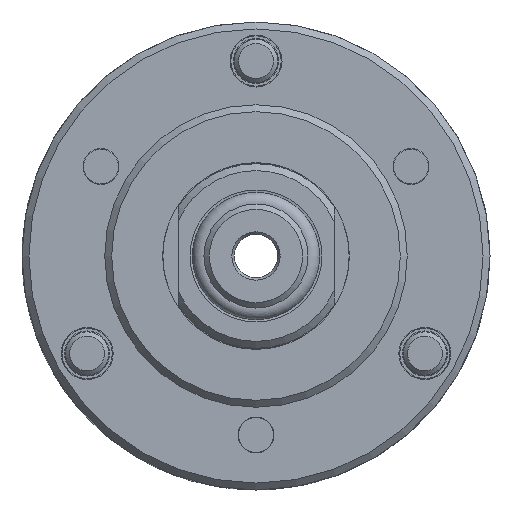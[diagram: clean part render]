
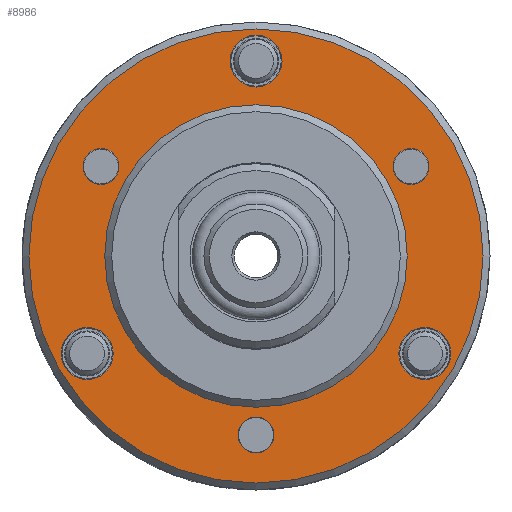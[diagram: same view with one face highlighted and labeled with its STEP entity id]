
A CAD part, left-side view. The second image highlights one B-rep face of the part: STEP entity #8986.
In plain terms, the highlighted planar face has unit normal (-1, 0, 0).
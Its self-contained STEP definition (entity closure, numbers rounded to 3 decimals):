
#367=FACE_BOUND('',#3167,.T.);
#368=FACE_BOUND('',#3168,.T.);
#369=FACE_BOUND('',#3169,.T.);
#370=FACE_BOUND('',#3170,.T.);
#371=FACE_BOUND('',#3171,.T.);
#372=FACE_BOUND('',#3172,.T.);
#373=FACE_BOUND('',#3173,.T.);
#668=CIRCLE('',#9860,26.2);
#669=CIRCLE('',#9861,3.);
#670=CIRCLE('',#9862,2.067);
#671=CIRCLE('',#9863,3.);
#672=CIRCLE('',#9864,2.067);
#673=CIRCLE('',#9865,2.067);
#674=CIRCLE('',#9866,3.);
#675=CIRCLE('',#9867,17.45);
#1003=PLANE('',#9859);
#2549=FACE_OUTER_BOUND('',#3166,.T.);
#3166=EDGE_LOOP('',(#8198));
#3167=EDGE_LOOP('',(#8199));
#3168=EDGE_LOOP('',(#8200));
#3169=EDGE_LOOP('',(#8201));
#3170=EDGE_LOOP('',(#8202));
#3171=EDGE_LOOP('',(#8203));
#3172=EDGE_LOOP('',(#8204));
#3173=EDGE_LOOP('',(#8205));
#4569=VERTEX_POINT('',#18036);
#4570=VERTEX_POINT('',#18038);
#4571=VERTEX_POINT('',#18040);
#4572=VERTEX_POINT('',#18042);
#4573=VERTEX_POINT('',#18044);
#4574=VERTEX_POINT('',#18046);
#4575=VERTEX_POINT('',#18048);
#4576=VERTEX_POINT('',#18050);
#5817=EDGE_CURVE('',#4569,#4569,#668,.T.);
#5818=EDGE_CURVE('',#4570,#4570,#669,.T.);
#5819=EDGE_CURVE('',#4571,#4571,#670,.T.);
#5820=EDGE_CURVE('',#4572,#4572,#671,.T.);
#5821=EDGE_CURVE('',#4573,#4573,#672,.T.);
#5822=EDGE_CURVE('',#4574,#4574,#673,.T.);
#5823=EDGE_CURVE('',#4575,#4575,#674,.T.);
#5824=EDGE_CURVE('',#4576,#4576,#675,.T.);
#8198=ORIENTED_EDGE('',*,*,#5817,.F.);
#8199=ORIENTED_EDGE('',*,*,#5818,.T.);
#8200=ORIENTED_EDGE('',*,*,#5819,.T.);
#8201=ORIENTED_EDGE('',*,*,#5820,.T.);
#8202=ORIENTED_EDGE('',*,*,#5821,.T.);
#8203=ORIENTED_EDGE('',*,*,#5822,.T.);
#8204=ORIENTED_EDGE('',*,*,#5823,.T.);
#8205=ORIENTED_EDGE('',*,*,#5824,.T.);
#8986=ADVANCED_FACE('',(#2549,#367,#368,#369,#370,#371,#372,#373),#1003,
 .T.);
#9859=AXIS2_PLACEMENT_3D('',#18035,#12045,#12046);
#9860=AXIS2_PLACEMENT_3D('',#18037,#12047,#12048);
#9861=AXIS2_PLACEMENT_3D('',#18039,#12049,#12050);
#9862=AXIS2_PLACEMENT_3D('',#18041,#12051,#12052);
#9863=AXIS2_PLACEMENT_3D('',#18043,#12053,#12054);
#9864=AXIS2_PLACEMENT_3D('',#18045,#12055,#12056);
#9865=AXIS2_PLACEMENT_3D('',#18047,#12057,#12058);
#9866=AXIS2_PLACEMENT_3D('',#18049,#12059,#12060);
#9867=AXIS2_PLACEMENT_3D('',#18051,#12061,#12062);
#12045=DIRECTION('center_axis',(-1.,0.,0.));
#12046=DIRECTION('ref_axis',(0.,0.,-1.));
#12047=DIRECTION('center_axis',(1.,0.,0.));
#12048=DIRECTION('ref_axis',(0.,0.,
-1.));
#12049=DIRECTION('center_axis',(1.,0.,0.));
#12050=DIRECTION('ref_axis',(0.,0.5,-0.866));
#12051=DIRECTION('center_axis',(1.,0.,0.));
#12052=DIRECTION('ref_axis',(0.,-0.866,-0.5));
#12053=DIRECTION('center_axis',(1.,0.,0.));
#12054=DIRECTION('ref_axis',(0.,0.5,0.866));
#12055=DIRECTION('center_axis',(1.,0.,0.));
#12056=DIRECTION('ref_axis',(0.,0.866,-0.5));
#12057=DIRECTION('center_axis',(1.,0.,0.));
#12058=DIRECTION('ref_axis',(0.,0.,
1.));
#12059=DIRECTION('center_axis',(1.,0.,0.));
#12060=DIRECTION('ref_axis',(0.,-1.,0.));
#12061=DIRECTION('center_axis',(1.,0.,0.));
#12062=DIRECTION('ref_axis',(0.,0.,
1.));
#18035=CARTESIAN_POINT('Origin',(56.1,0.,
22.225));
#18036=CARTESIAN_POINT('',(56.1,0.,26.2));
#18037=CARTESIAN_POINT('Origin',(56.1,0.,
0.));
#18038=CARTESIAN_POINT('',(56.1,-20.986,-8.652));
#18039=CARTESIAN_POINT('Origin',(56.1,-19.486,-11.25));
#18040=CARTESIAN_POINT('',(56.1,19.673,11.359));
#18041=CARTESIAN_POINT('Origin',(56.1,17.883,10.325));
#18042=CARTESIAN_POINT('',(56.1,17.986,-13.848));
#18043=CARTESIAN_POINT('Origin',(56.1,19.486,-11.25));
#18044=CARTESIAN_POINT('',(56.1,-19.673,11.359));
#18045=CARTESIAN_POINT('Origin',(56.1,-17.883,10.325));
#18046=CARTESIAN_POINT('',(56.1,0.,-22.717));
#18047=CARTESIAN_POINT('Origin',(56.1,0.,
-20.65));
#18048=CARTESIAN_POINT('',(56.1,3.,22.5));
#18049=CARTESIAN_POINT('Origin',(56.1,0.,
22.5));
#18050=CARTESIAN_POINT('',(56.1,0.,17.45));
#18051=CARTESIAN_POINT('Origin',(56.1,0.,
0.));
